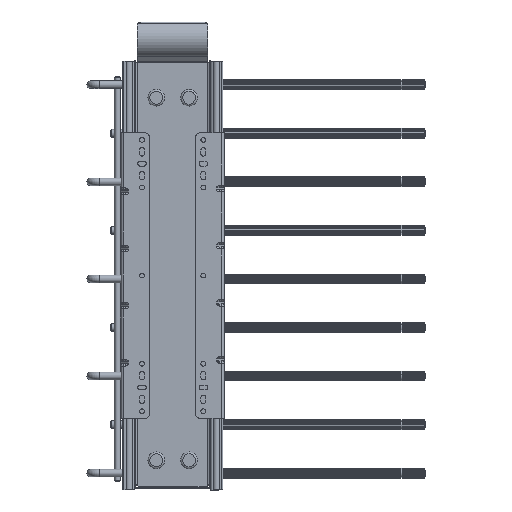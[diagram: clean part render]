
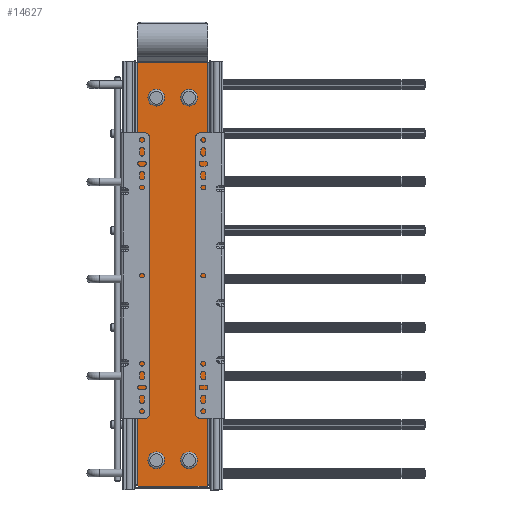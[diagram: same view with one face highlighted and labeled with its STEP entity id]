
A CAD part, left-side view. The second image highlights one B-rep face of the part: STEP entity #14627.
In plain terms, the highlighted face is planar.
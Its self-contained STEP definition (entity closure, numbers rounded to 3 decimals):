
#13525=CARTESIAN_POINT('',(37.,212.899,0.0));
#13526=VERTEX_POINT('',#13525);
#13534=CARTESIAN_POINT('',(-37.,212.899,0.0));
#13535=VERTEX_POINT('',#13534);
#13536=CARTESIAN_POINT('',(-37.,212.899,0.0));
#13537=DIRECTION('',(1.0,0.0,0.0));
#13538=VECTOR('',#13537,74.0);
#13539=LINE('',#13536,#13538);
#13540=EDGE_CURVE('',#13535,#13526,#13539,.T.);
#13678=CARTESIAN_POINT('',(-37.,-231.222,0.));
#13679=VERTEX_POINT('',#13678);
#13680=CARTESIAN_POINT('',(-37.,-231.222,0.0));
#13681=DIRECTION('',(0.0,1.0,0.0));
#13682=VECTOR('',#13681,444.122);
#13683=LINE('',#13680,#13682);
#13684=EDGE_CURVE('',#13679,#13535,#13683,.T.);
#13751=CARTESIAN_POINT('',(37.,-231.222,0.));
#13752=VERTEX_POINT('',#13751);
#13763=CARTESIAN_POINT('',(37.,212.899,0.0));
#13764=DIRECTION('',(0.0,-1.0,0.0));
#13765=VECTOR('',#13764,444.122);
#13766=LINE('',#13763,#13765);
#13767=EDGE_CURVE('',#13526,#13752,#13766,.T.);
#13827=CARTESIAN_POINT('',(23.75,-205.,0.0));
#13828=VERTEX_POINT('',#13827);
#13829=CARTESIAN_POINT('',(17.25,-205.,0.0));
#13830=DIRECTION('',(0.0,0.0,1.0));
#13831=DIRECTION('',(1.0,0.0,0.0));
#13832=AXIS2_PLACEMENT_3D('',#13829,#13830,#13831);
#13833=CIRCLE('',#13832,6.5);
#13834=EDGE_CURVE('',#13828,#13828,#13833,.T.);
#13876=CARTESIAN_POINT('',(-10.75,-205.,0.0));
#13877=VERTEX_POINT('',#13876);
#13878=CARTESIAN_POINT('',(-17.25,-205.,0.0));
#13879=DIRECTION('',(0.0,0.0,1.0));
#13880=DIRECTION('',(1.0,0.0,0.0));
#13881=AXIS2_PLACEMENT_3D('',#13878,#13879,#13880);
#13882=CIRCLE('',#13881,6.5);
#13883=EDGE_CURVE('',#13877,#13877,#13882,.T.);
#13925=CARTESIAN_POINT('',(23.75,175.8,0.0));
#13926=VERTEX_POINT('',#13925);
#13927=CARTESIAN_POINT('',(17.25,175.8,0.0));
#13928=DIRECTION('',(0.0,0.0,1.0));
#13929=DIRECTION('',(1.0,0.0,0.0));
#13930=AXIS2_PLACEMENT_3D('',#13927,#13928,#13929);
#13931=CIRCLE('',#13930,6.5);
#13932=EDGE_CURVE('',#13926,#13926,#13931,.T.);
#13974=CARTESIAN_POINT('',(-10.75,175.8,0.0));
#13975=VERTEX_POINT('',#13974);
#13976=CARTESIAN_POINT('',(-17.25,175.8,0.0));
#13977=DIRECTION('',(0.0,0.0,1.0));
#13978=DIRECTION('',(1.0,0.0,0.0));
#13979=AXIS2_PLACEMENT_3D('',#13976,#13977,#13978);
#13980=CIRCLE('',#13979,6.5);
#13981=EDGE_CURVE('',#13975,#13975,#13980,.T.);
#14232=CARTESIAN_POINT('',(36.222,-232.0,0.));
#14233=VERTEX_POINT('',#14232);
#14240=CARTESIAN_POINT('',(38.696,-233.696,0.0));
#14241=DIRECTION('',(0.0,0.0,-1.0));
#14242=DIRECTION('',(1.0,0.0,0.0));
#14243=AXIS2_PLACEMENT_3D('',#14240,#14241,#14242);
#14244=CIRCLE('',#14243,3.);
#14245=EDGE_CURVE('',#14233,#13752,#14244,.T.);
#14371=CARTESIAN_POINT('',(-36.222,-232.0,0.));
#14372=VERTEX_POINT('',#14371);
#14383=CARTESIAN_POINT('',(36.222,-232.0,0.0));
#14384=DIRECTION('',(-1.0,0.0,0.0));
#14385=VECTOR('',#14384,72.444);
#14386=LINE('',#14383,#14385);
#14387=EDGE_CURVE('',#14233,#14372,#14386,.T.);
#14592=CARTESIAN_POINT('',(-38.696,-233.696,0.0));
#14593=DIRECTION('',(0.0,0.0,-1.0));
#14594=DIRECTION('',(1.0,0.0,0.0));
#14595=AXIS2_PLACEMENT_3D('',#14592,#14593,#14594);
#14596=CIRCLE('',#14595,3.);
#14597=EDGE_CURVE('',#13679,#14372,#14596,.T.);
#14602=CARTESIAN_POINT('',(0.,-10.,0.0));
#14603=DIRECTION('',(0.0,0.0,1.0));
#14604=DIRECTION('',(1.0,0.0,0.0));
#14605=AXIS2_PLACEMENT_3D('',#14602,#14603,#14604);
#14606=PLANE('',#14605);
#14607=ORIENTED_EDGE('',*,*,#13540,.T.);
#14608=ORIENTED_EDGE('',*,*,#13767,.T.);
#14609=ORIENTED_EDGE('',*,*,#14245,.F.);
#14610=ORIENTED_EDGE('',*,*,#14387,.T.);
#14611=ORIENTED_EDGE('',*,*,#14597,.F.);
#14612=ORIENTED_EDGE('',*,*,#13684,.T.);
#14613=EDGE_LOOP('',(#14607,#14608,#14609,#14610,#14611,#14612));
#14614=FACE_OUTER_BOUND('',#14613,.T.);
#14615=ORIENTED_EDGE('',*,*,#13834,.T.);
#14616=EDGE_LOOP('',(#14615));
#14617=FACE_BOUND('',#14616,.T.);
#14618=ORIENTED_EDGE('',*,*,#13883,.T.);
#14619=EDGE_LOOP('',(#14618));
#14620=FACE_BOUND('',#14619,.T.);
#14621=ORIENTED_EDGE('',*,*,#13932,.T.);
#14622=EDGE_LOOP('',(#14621));
#14623=FACE_BOUND('',#14622,.T.);
#14624=ORIENTED_EDGE('',*,*,#13981,.T.);
#14625=EDGE_LOOP('',(#14624));
#14626=FACE_BOUND('',#14625,.T.);
#14627=ADVANCED_FACE('',(#14614,#14617,#14620,#14623,#14626),#14606,.F.);
